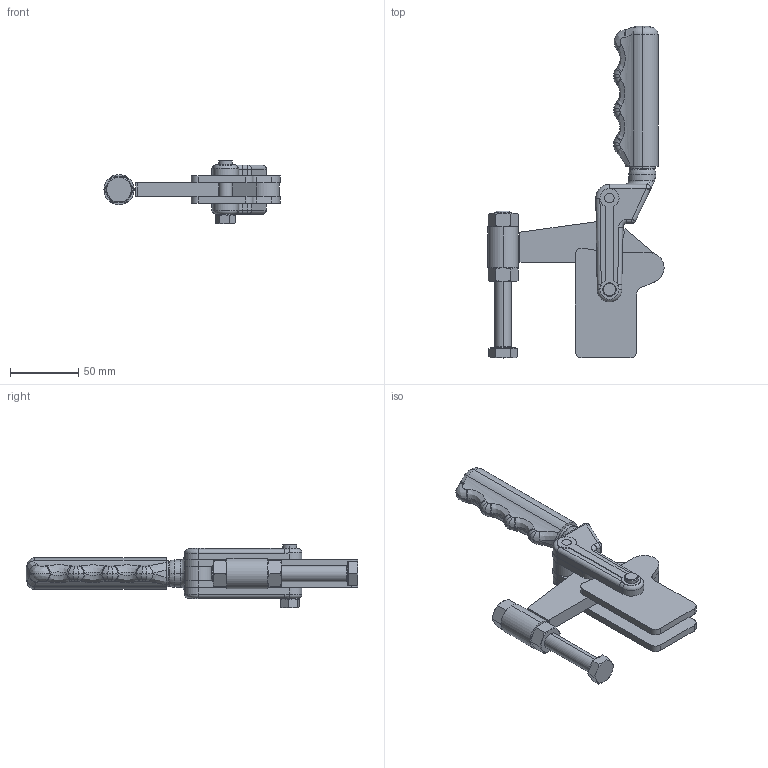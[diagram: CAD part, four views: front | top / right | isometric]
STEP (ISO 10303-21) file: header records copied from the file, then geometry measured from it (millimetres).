
FILE_DESCRIPTION (( 'STEP AP214' ), '1' );
FILE_NAME ('GH-70720(Â²¤Æ)-1.STEP', '2020-03-13T02:16:23', ( 'LinWei' ), ( '' ), 'SwSTEP 2.0', 'SolidWorks 2016', '' );
FILE_SCHEMA (( 'AUTOMOTIVE_DESIGN' ));
Length unit declared in the file: millimetre
Products named in the file (7): Group4^GH-70720(簡化)-1; Group5^GH-70720(簡化)-1; Group3^GH-70720(簡化)-1; Group1^GH-70720(簡化)-1; Group2^GH-70720(簡化)-1; 4701764-1^GH-70720(簡化)-1; GH-70720(簡化)-1
Assembly tree (6 placements, depth 2):
  GH-70720(簡化)-1
    4701764-1^GH-70720(簡化)-1
    Group2^GH-70720(簡化)-1
    Group1^GH-70720(簡化)-1
    Group3^GH-70720(簡化)-1
    Group5^GH-70720(簡化)-1
    Group4^GH-70720(簡化)-1
Bounding box: 128.99 x 243 x 46.44 mm (x, y, z)
Volume: 199072.8 mm3; surface area: 65185.7 mm2
Topology: 6 solids, 6 shells, 342 faces, 825 edges, 498 vertices
Faces by surface type: cylinder 116, plane 102, bspline 52, cone 48, torus 17, sphere 7
Entity records: 13903 total; most frequent: CARTESIAN_POINT 4362, ORIENTED_EDGE 1626, DIRECTION 1553, EDGE_CURVE 813, AXIS2_PLACEMENT_3D 637, VERTEX_POINT 496, EDGE_LOOP 375, FACE_OUTER_BOUND 342
